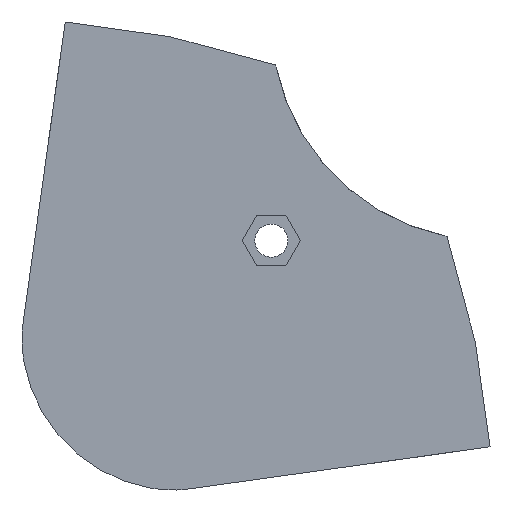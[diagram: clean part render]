
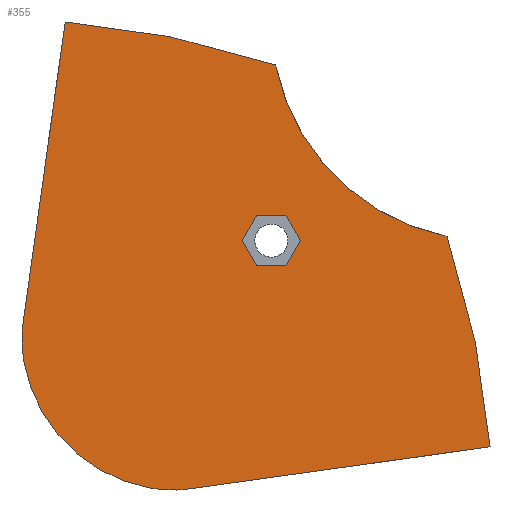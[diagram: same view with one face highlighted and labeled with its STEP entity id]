
A CAD part, front view. The second image highlights one B-rep face of the part: STEP entity #355.
In plain terms, the highlighted planar face has unit normal (0, -1, 0).
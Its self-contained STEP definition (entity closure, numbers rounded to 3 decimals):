
#1 = CARTESIAN_POINT ( 'NONE',  ( 40.683, 0., -6.882 ) ) ;
#5 = VECTOR ( 'NONE', #281, 1000. ) ;
#9 = EDGE_CURVE ( 'NONE', #725, #792, #602, .T. ) ;
#11 = EDGE_LOOP ( 'NONE', ( #745, #425, #381, #642, #395, #71, #211, #787, #612, #292 ) ) ;
#13 = CARTESIAN_POINT ( 'NONE',  ( 44.677, 0., -35. ) ) ;
#27 = CARTESIAN_POINT ( 'NONE',  ( 72.655, 0., -51.247 ) ) ;
#34 = VERTEX_POINT ( 'NONE', #176 ) ;
#35 = VECTOR ( 'NONE', #660, 1000. ) ;
#37 = EDGE_CURVE ( 'NONE', #634, #158, #146, .T. ) ;
#38 = CARTESIAN_POINT ( 'NONE',  ( 64.601, 0., 6.276 ) ) ;
#43 = LINE ( 'NONE', #289, #741 ) ;
#52 = DIRECTION ( 'NONE',  ( 0., 0., 1. ) ) ;
#56 = DIRECTION ( 'NONE',  ( 0., 0., 1. ) ) ;
#71 = ORIENTED_EDGE ( 'NONE', *, *, #9, .T. ) ;
#86 = CARTESIAN_POINT ( 'NONE',  ( 20.698, 0., -74.627 ) ) ;
#94 = DIRECTION ( 'NONE',  ( 0., 0., 1. ) ) ;
#99 = CARTESIAN_POINT ( 'NONE',  ( 35.323, 0., -35. ) ) ;
#100 = VECTOR ( 'NONE', #790, 1000. ) ;
#102 = DIRECTION ( 'NONE',  ( -0.5, 0., -0.866 ) ) ;
#105 = VERTEX_POINT ( 'NONE', #584 ) ;
#106 = DIRECTION ( 'NONE',  ( 0., 1., 0. ) ) ;
#114 = VECTOR ( 'NONE', #580, 1000. ) ;
#121 = PLANE ( 'NONE',  #373 ) ;
#136 = CARTESIAN_POINT ( 'NONE',  ( 42.338, 0., -39.05 ) ) ;
#145 = CARTESIAN_POINT ( 'NONE',  ( 68.118, 0., -34.317 ) ) ;
#146 = CIRCLE ( 'NONE', #616, 20. ) ;
#155 = LINE ( 'NONE', #412, #605 ) ;
#158 = VERTEX_POINT ( 'NONE', #523 ) ;
#163 = VERTEX_POINT ( 'NONE', #717 ) ;
#164 = VECTOR ( 'NONE', #227, 1000. ) ;
#173 = DIRECTION ( 'NONE',  ( 0., -1., 0. ) ) ;
#176 = CARTESIAN_POINT ( 'NONE',  ( 7., 0., 0. ) ) ;
#177 = VECTOR ( 'NONE', #780, 1000. ) ;
#178 = FACE_BOUND ( 'NONE', #711, .T. ) ;
#184 = FACE_OUTER_BOUND ( 'NONE', #11, .T. ) ;
#185 = CARTESIAN_POINT ( 'NONE',  ( 24.14, 0., -54.925 ) ) ;
#186 = ORIENTED_EDGE ( 'NONE', *, *, #490, .F. ) ;
#191 = EDGE_CURVE ( 'NONE', #158, #725, #767, .T. ) ;
#193 = VERTEX_POINT ( 'NONE', #404 ) ;
#197 = AXIS2_PLACEMENT_3D ( 'NONE', #185, #173, #435 ) ;
#198 = CIRCLE ( 'NONE', #726, 35. ) ;
#210 = LINE ( 'NONE', #595, #468 ) ;
#211 = ORIENTED_EDGE ( 'NONE', *, *, #687, .F. ) ;
#223 = CARTESIAN_POINT ( 'NONE',  ( 42.338, 0., -30.95 ) ) ;
#227 = DIRECTION ( 'NONE',  ( -0.99, 0., -0.139 ) ) ;
#233 = EDGE_CURVE ( 'NONE', #277, #731, #43, .T. ) ;
#266 = AXIS2_PLACEMENT_3D ( 'NONE', #704, #639, #94 ) ;
#268 = EDGE_CURVE ( 'NONE', #822, #638, #668, .T. ) ;
#271 = CARTESIAN_POINT ( 'NONE',  ( 37.662, 0., -39.05 ) ) ;
#276 = LINE ( 'NONE', #533, #100 ) ;
#277 = VERTEX_POINT ( 'NONE', #99 ) ;
#281 = DIRECTION ( 'NONE',  ( 0.139, 0., -0.99 ) ) ;
#289 = CARTESIAN_POINT ( 'NONE',  ( 35.323, 0., -35. ) ) ;
#292 = ORIENTED_EDGE ( 'NONE', *, *, #451, .T. ) ;
#321 = EDGE_CURVE ( 'NONE', #822, #562, #276, .T. ) ;
#323 = CARTESIAN_POINT ( 'NONE',  ( 37.662, 0., -30.95 ) ) ;
#331 = VECTOR ( 'NONE', #541, 1000. ) ;
#333 = DIRECTION ( 'NONE',  ( -0.966, 0., 0.259 ) ) ;
#340 = LINE ( 'NONE', #136, #177 ) ;
#341 = DIRECTION ( 'NONE',  ( 0.5, 0., -0.866 ) ) ;
#355 = ADVANCED_FACE ( 'NONE', ( #178, #184 ), #121, .F. ) ;
#371 = CARTESIAN_POINT ( 'NONE',  ( 0., 0., 0. ) ) ;
#373 = AXIS2_PLACEMENT_3D ( 'NONE', #371, #106, #56 ) ;
#381 = ORIENTED_EDGE ( 'NONE', *, *, #795, .F. ) ;
#394 = LINE ( 'NONE', #13, #114 ) ;
#395 = ORIENTED_EDGE ( 'NONE', *, *, #191, .T. ) ;
#396 = LINE ( 'NONE', #271, #497 ) ;
#398 = CARTESIAN_POINT ( 'NONE',  ( 81.276, 0., -10.399 ) ) ;
#404 = CARTESIAN_POINT ( 'NONE',  ( 42.338, 0., -39.05 ) ) ;
#412 = CARTESIAN_POINT ( 'NONE',  ( 37.662, 0., -30.95 ) ) ;
#425 = ORIENTED_EDGE ( 'NONE', *, *, #750, .T. ) ;
#435 = DIRECTION ( 'NONE',  ( 0., 0., 1. ) ) ;
#451 = EDGE_CURVE ( 'NONE', #562, #592, #198, .T. ) ;
#468 = VECTOR ( 'NONE', #786, 1000. ) ;
#471 = ORIENTED_EDGE ( 'NONE', *, *, #233, .F. ) ;
#477 = CARTESIAN_POINT ( 'NONE',  ( 25., 0., -75. ) ) ;
#480 = ORIENTED_EDGE ( 'NONE', *, *, #648, .F. ) ;
#490 = EDGE_CURVE ( 'NONE', #193, #705, #340, .T. ) ;
#497 = VECTOR ( 'NONE', #720, 1000. ) ;
#523 = CARTESIAN_POINT ( 'NONE',  ( 0.373, 0., -54.302 ) ) ;
#529 = CARTESIAN_POINT ( 'NONE',  ( 26.913, 0., -74.732 ) ) ;
#533 = CARTESIAN_POINT ( 'NONE',  ( 54.976, 0., 14.731 ) ) ;
#539 = CARTESIAN_POINT ( 'NONE',  ( 37.662, 0., -39.05 ) ) ;
#541 = DIRECTION ( 'NONE',  ( -1., 0., 0. ) ) ;
#545 = CARTESIAN_POINT ( 'NONE',  ( 75., 0., -68. ) ) ;
#556 = ORIENTED_EDGE ( 'NONE', *, *, #825, .F. ) ;
#562 = VERTEX_POINT ( 'NONE', #145 ) ;
#567 = DIRECTION ( 'NONE',  ( 0., -1., 0. ) ) ;
#579 = EDGE_CURVE ( 'NONE', #731, #193, #396, .T. ) ;
#580 = DIRECTION ( 'NONE',  ( -0.5, 0., 0.866 ) ) ;
#584 = CARTESIAN_POINT ( 'NONE',  ( 42.338, 0., -30.95 ) ) ;
#592 = VERTEX_POINT ( 'NONE', #1 ) ;
#595 = CARTESIAN_POINT ( 'NONE',  ( 0., 0., -50. ) ) ;
#600 = LINE ( 'NONE', #791, #684 ) ;
#602 = CIRCLE ( 'NONE', #197, 20. ) ;
#603 = LINE ( 'NONE', #477, #164 ) ;
#605 = VECTOR ( 'NONE', #102, 1000. ) ;
#612 = ORIENTED_EDGE ( 'NONE', *, *, #321, .T. ) ;
#616 = AXIS2_PLACEMENT_3D ( 'NONE', #625, #567, #749 ) ;
#625 = CARTESIAN_POINT ( 'NONE',  ( 20.075, 0., -50.86 ) ) ;
#634 = VERTEX_POINT ( 'NONE', #647 ) ;
#638 = VERTEX_POINT ( 'NONE', #545 ) ;
#639 = DIRECTION ( 'NONE',  ( 0., -1., 0. ) ) ;
#642 = ORIENTED_EDGE ( 'NONE', *, *, #37, .T. ) ;
#647 = CARTESIAN_POINT ( 'NONE',  ( 0.268, 0., -48.087 ) ) ;
#648 = EDGE_CURVE ( 'NONE', #823, #277, #155, .T. ) ;
#652 = EDGE_CURVE ( 'NONE', #105, #823, #802, .T. ) ;
#655 = ORIENTED_EDGE ( 'NONE', *, *, #652, .F. ) ;
#660 = DIRECTION ( 'NONE',  ( -0.99, 0., 0.139 ) ) ;
#668 = LINE ( 'NONE', #38, #5 ) ;
#684 = VECTOR ( 'NONE', #333, 1000. ) ;
#687 = EDGE_CURVE ( 'NONE', #638, #792, #603, .T. ) ;
#699 = ORIENTED_EDGE ( 'NONE', *, *, #579, .F. ) ;
#704 = CARTESIAN_POINT ( 'NONE',  ( 25., 0., -50. ) ) ;
#705 = VERTEX_POINT ( 'NONE', #718 ) ;
#711 = EDGE_LOOP ( 'NONE', ( #556, #186, #699, #471, #480, #655 ) ) ;
#717 = CARTESIAN_POINT ( 'NONE',  ( 23.753, 0., -2.345 ) ) ;
#718 = CARTESIAN_POINT ( 'NONE',  ( 44.677, 0., -35. ) ) ;
#720 = DIRECTION ( 'NONE',  ( 1., 0., 0. ) ) ;
#725 = VERTEX_POINT ( 'NONE', #86 ) ;
#726 = AXIS2_PLACEMENT_3D ( 'NONE', #757, #809, #52 ) ;
#730 = LINE ( 'NONE', #398, #35 ) ;
#731 = VERTEX_POINT ( 'NONE', #539 ) ;
#739 = EDGE_CURVE ( 'NONE', #592, #163, #600, .T. ) ;
#741 = VECTOR ( 'NONE', #341, 1000. ) ;
#745 = ORIENTED_EDGE ( 'NONE', *, *, #739, .T. ) ;
#749 = DIRECTION ( 'NONE',  ( 0., 0., 1. ) ) ;
#750 = EDGE_CURVE ( 'NONE', #163, #34, #730, .T. ) ;
#757 = CARTESIAN_POINT ( 'NONE',  ( 75., 0., 0. ) ) ;
#767 = CIRCLE ( 'NONE', #266, 25. ) ;
#780 = DIRECTION ( 'NONE',  ( 0.5, 0., 0.866 ) ) ;
#786 = DIRECTION ( 'NONE',  ( 0.139, 0., 0.99 ) ) ;
#787 = ORIENTED_EDGE ( 'NONE', *, *, #268, .F. ) ;
#790 = DIRECTION ( 'NONE',  ( -0.259, 0., 0.966 ) ) ;
#791 = CARTESIAN_POINT ( 'NONE',  ( 1.005, 0., 3.75 ) ) ;
#792 = VERTEX_POINT ( 'NONE', #529 ) ;
#795 = EDGE_CURVE ( 'NONE', #634, #34, #210, .T. ) ;
#802 = LINE ( 'NONE', #223, #331 ) ;
#809 = DIRECTION ( 'NONE',  ( 0., 1., 0. ) ) ;
#822 = VERTEX_POINT ( 'NONE', #27 ) ;
#823 = VERTEX_POINT ( 'NONE', #323 ) ;
#825 = EDGE_CURVE ( 'NONE', #705, #105, #394, .T. ) ;
